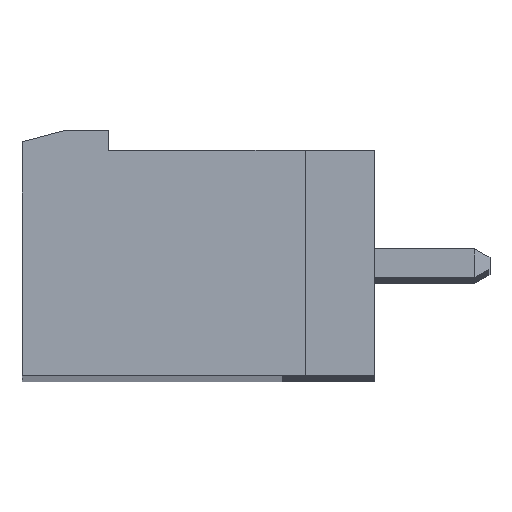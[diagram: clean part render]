
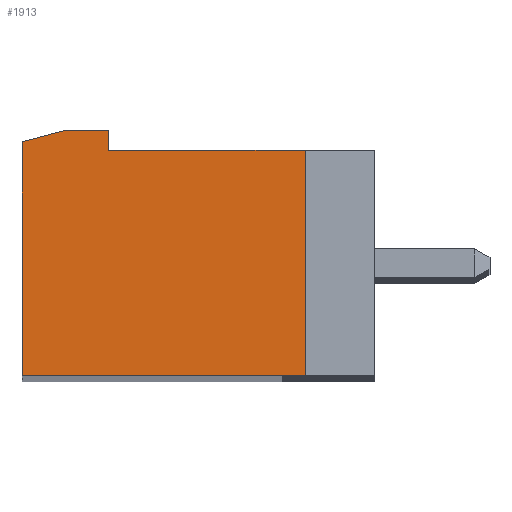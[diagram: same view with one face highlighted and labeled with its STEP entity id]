
A CAD part, top view. The second image highlights one B-rep face of the part: STEP entity #1913.
In plain terms, the highlighted planar face has unit normal (0, 0, 1).
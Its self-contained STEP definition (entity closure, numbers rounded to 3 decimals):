
#1913 = ADVANCED_FACE( '', ( #4268 ), #4269, .F. );
#4268 = FACE_OUTER_BOUND( '', #7034, .T. );
#4269 = PLANE( '', #7035 );
#7034 = EDGE_LOOP( '', ( #12912, #12913, #12914, #12915, #12916, #12917, #12918 ) );
#7035 = AXIS2_PLACEMENT_3D( '', #12919, #12920, #12921 );
#12912 = ORIENTED_EDGE( '', *, *, #18536, .F. );
#12913 = ORIENTED_EDGE( '', *, *, #16362, .F. );
#12914 = ORIENTED_EDGE( '', *, *, #18343, .F. );
#12915 = ORIENTED_EDGE( '', *, *, #18568, .F. );
#12916 = ORIENTED_EDGE( '', *, *, #17395, .F. );
#12917 = ORIENTED_EDGE( '', *, *, #18569, .F. );
#12918 = ORIENTED_EDGE( '', *, *, #17653, .F. );
#12919 = CARTESIAN_POINT( '', ( 197.225, 4.81, 102.6 ) );
#12920 = DIRECTION( '', ( 0., 0., -1. ) );
#12921 = DIRECTION( '', ( 0., -1., 0. ) );
#16362 = EDGE_CURVE( '', #19585, #19580, #19587, .T. );
#17395 = EDGE_CURVE( '', #21351, #21087, #21353, .T. );
#17653 = EDGE_CURVE( '', #21751, #21753, #21754, .T. );
#18343 = EDGE_CURVE( '', #22736, #19585, #22738, .T. );
#18536 = EDGE_CURVE( '', #19580, #21751, #22969, .T. );
#18568 = EDGE_CURVE( '', #21087, #22736, #23008, .T. );
#18569 = EDGE_CURVE( '', #21753, #21351, #23009, .T. );
#19580 = VERTEX_POINT( '', #24213 );
#19585 = VERTEX_POINT( '', #24220 );
#19587 = LINE( '', #24223, #24224 );
#21087 = VERTEX_POINT( '', #26403 );
#21351 = VERTEX_POINT( '', #26814 );
#21353 = LINE( '', #26817, #26818 );
#21751 = VERTEX_POINT( '', #27423 );
#21753 = VERTEX_POINT( '', #27426 );
#21754 = LINE( '', #27427, #27428 );
#22736 = VERTEX_POINT( '', #28936 );
#22738 = LINE( '', #28939, #28940 );
#22969 = LINE( '', #29298, #29299 );
#23008 = LINE( '', #29361, #29362 );
#23009 = LINE( '', #29363, #29364 );
#24213 = CARTESIAN_POINT( '', ( 197.425, 4.71, 102.6 ) );
#24220 = CARTESIAN_POINT( '', ( 195.918, 4.71, 102.6 ) );
#24223 = CARTESIAN_POINT( '', ( 197.425, 4.71, 102.6 ) );
#24224 = VECTOR( '', #30591, 1000. );
#26403 = CARTESIAN_POINT( '', ( 194.425, -3.79, 102.6 ) );
#26814 = CARTESIAN_POINT( '', ( 204.225, -3.79, 102.6 ) );
#26817 = CARTESIAN_POINT( '', ( 194.225, -3.79, 102.6 ) );
#26818 = VECTOR( '', #31572, 1000. );
#27423 = CARTESIAN_POINT( '', ( 197.425, 4.01, 102.6 ) );
#27426 = CARTESIAN_POINT( '', ( 204.225, 4.01, 102.6 ) );
#27427 = CARTESIAN_POINT( '', ( 204.025, 4.01, 102.6 ) );
#27428 = VECTOR( '', #31787, 1000. );
#28936 = CARTESIAN_POINT( '', ( 194.425, 4.31, 102.6 ) );
#28939 = CARTESIAN_POINT( '', ( 195.918, 4.71, 102.6 ) );
#28940 = VECTOR( '', #32330, 1000. );
#29298 = CARTESIAN_POINT( '', ( 197.425, 4.31, 102.6 ) );
#29299 = VECTOR( '', #32461, 1000. );
#29361 = CARTESIAN_POINT( '', ( 194.425, 4.41, 102.6 ) );
#29362 = VECTOR( '', #32482, 1000. );
#29363 = CARTESIAN_POINT( '', ( 204.225, -3.79, 102.6 ) );
#29364 = VECTOR( '', #32483, 1000. );
#30591 = DIRECTION( '', ( 1., 0., 0. ) );
#31572 = DIRECTION( '', ( -1., 0., 0. ) );
#31787 = DIRECTION( '', ( 1., 0., 0. ) );
#32330 = DIRECTION( '', ( 0.966, 0.259, 0. ) );
#32461 = DIRECTION( '', ( 0., -1., 0. ) );
#32482 = DIRECTION( '', ( 0., 1., 0. ) );
#32483 = DIRECTION( '', ( 0., -1., 0. ) );
